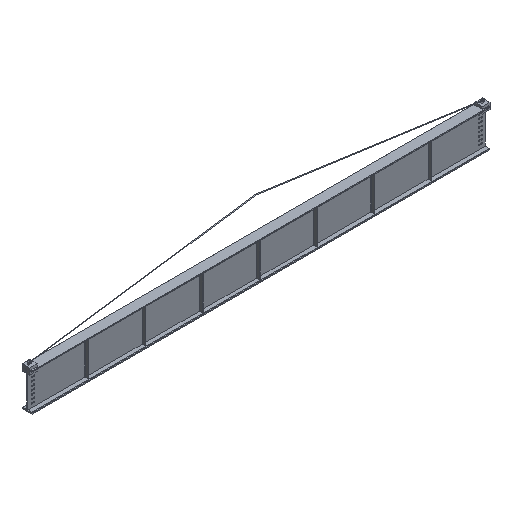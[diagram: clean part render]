
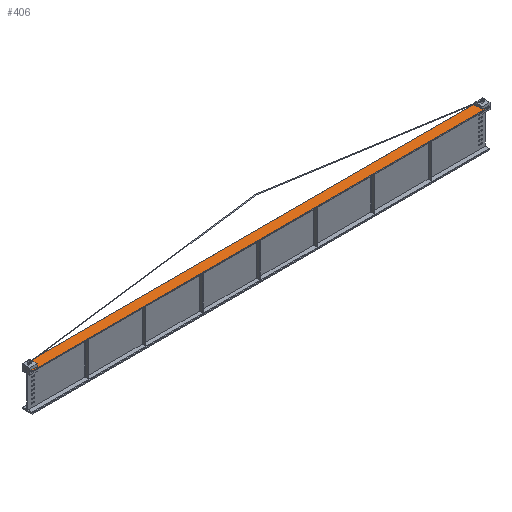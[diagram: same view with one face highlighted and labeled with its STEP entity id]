
A CAD part, isometric view. The second image highlights one B-rep face of the part: STEP entity #406.
In plain terms, the highlighted planar face has unit normal (0, 0, 1).
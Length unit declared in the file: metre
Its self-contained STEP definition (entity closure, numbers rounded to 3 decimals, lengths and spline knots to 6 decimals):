
#406 = ADVANCED_FACE( '', ( #944 ), #945, .T. );
#944 = FACE_OUTER_BOUND( '', #1605, .T. );
#945 = PLANE( '', #1606 );
#1605 = EDGE_LOOP( '', ( #2786, #2787, #2788, #2789 ) );
#1606 = AXIS2_PLACEMENT_3D( '', #2790, #2791, #2792 );
#2786 = ORIENTED_EDGE( '', *, *, #4084, .F. );
#2787 = ORIENTED_EDGE( '', *, *, #3822, .F. );
#2788 = ORIENTED_EDGE( '', *, *, #4085, .T. );
#2789 = ORIENTED_EDGE( '', *, *, #3936, .T. );
#2790 = CARTESIAN_POINT( '', ( 9.144, 0., 0.7493 ) );
#2791 = DIRECTION( '', ( 0., 0., 1. ) );
#2792 = DIRECTION( '', ( 1., 0., 0. ) );
#3822 = EDGE_CURVE( '', #4648, #4644, #4650, .T. );
#3936 = EDGE_CURVE( '', #4833, #4831, #4834, .T. );
#4084 = EDGE_CURVE( '', #4644, #4831, #5057, .T. );
#4085 = EDGE_CURVE( '', #4648, #4833, #5058, .T. );
#4644 = VERTEX_POINT( '', #5941 );
#4648 = VERTEX_POINT( '', #5947 );
#4650 = LINE( '', #5950, #5951 );
#4831 = VERTEX_POINT( '', #6183 );
#4833 = VERTEX_POINT( '', #6186 );
#4834 = LINE( '', #6187, #6188 );
#5057 = LINE( '', #6495, #6496 );
#5058 = LINE( '', #6497, #6498 );
#5941 = CARTESIAN_POINT( '', ( -9.144, -0.1905, 0.7493 ) );
#5947 = CARTESIAN_POINT( '', ( 9.144, -0.1905, 0.7493 ) );
#5950 = CARTESIAN_POINT( '', ( 9.144, -0.1905, 0.7493 ) );
#5951 = VECTOR( '', #7104, 1. );
#6183 = CARTESIAN_POINT( '', ( -9.144, 0.1905, 0.7493 ) );
#6186 = CARTESIAN_POINT( '', ( 9.144, 0.1905, 0.7493 ) );
#6187 = CARTESIAN_POINT( '', ( 9.144, 0.1905, 0.7493 ) );
#6188 = VECTOR( '', #7262, 1. );
#6495 = CARTESIAN_POINT( '', ( -9.144, 0., 0.7493 ) );
#6496 = VECTOR( '', #7440, 1. );
#6497 = CARTESIAN_POINT( '', ( 9.144, 0., 0.7493 ) );
#6498 = VECTOR( '', #7441, 1. );
#7104 = DIRECTION( '', ( -1., 0., 0. ) );
#7262 = DIRECTION( '', ( -1., 0., 0. ) );
#7440 = DIRECTION( '', ( 0., 1., 0. ) );
#7441 = DIRECTION( '', ( 0., 1., 0. ) );
